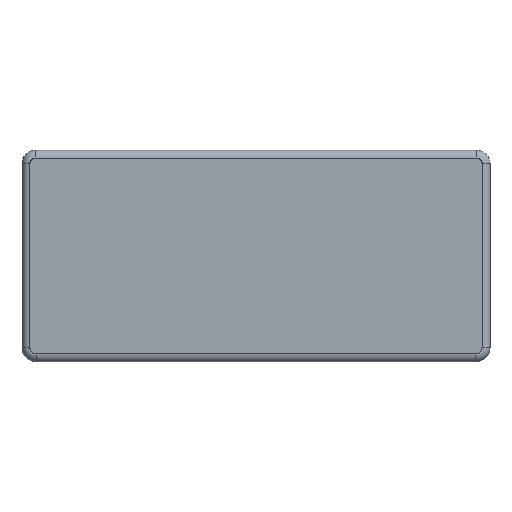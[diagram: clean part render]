
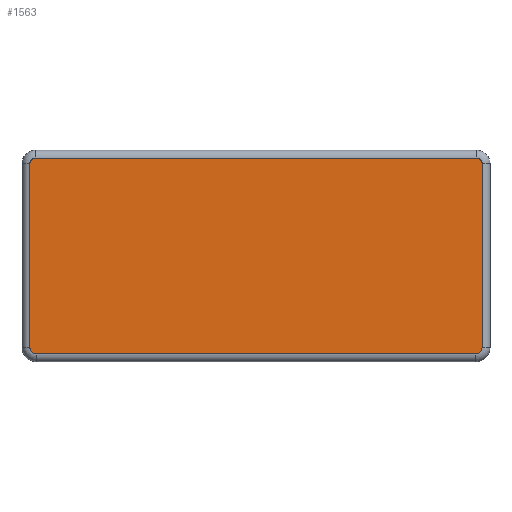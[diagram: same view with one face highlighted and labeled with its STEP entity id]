
A CAD part, front view. The second image highlights one B-rep face of the part: STEP entity #1563.
In plain terms, the highlighted face is planar.
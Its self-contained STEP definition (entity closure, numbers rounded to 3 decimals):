
#183 = LINE ( 'NONE', #3050, #1152 ) ;
#233 = EDGE_CURVE ( 'NONE', #2039, #1997, #1051, .T. ) ;
#254 = VERTEX_POINT ( 'NONE', #3581 ) ;
#258 = EDGE_CURVE ( 'NONE', #2061, #2210, #1781, .T. ) ;
#273 = EDGE_CURVE ( 'NONE', #2283, #254, #1067, .T. ) ;
#412 = CARTESIAN_POINT ( 'NONE',  ( 75.999, 20.8, 2.5 ) ) ;
#763 = EDGE_CURVE ( 'NONE', #1945, #1960, #2209, .T. ) ;
#843 = EDGE_CURVE ( 'NONE', #1960, #2039, #1391, .T. ) ;
#855 = EDGE_CURVE ( 'NONE', #254, #2061, #3714, .T. ) ;
#862 = EDGE_CURVE ( 'NONE', #1997, #2283, #2742, .T. ) ;
#884 = EDGE_CURVE ( 'NONE', #2210, #1945, #183, .T. ) ;
#935 = CARTESIAN_POINT ( 'NONE',  ( 76.26, 20.8, 2.5 ) ) ;
#1051 = B_SPLINE_CURVE_WITH_KNOTS ( 'NONE', 3,
 ( #3119, #3037, #2470, #3129, #3152, #3218, #3239, #3256, #3263, #3293 ),
 .UNSPECIFIED., .F., .F.,
 ( 4, 2, 2, 2, 4 ),
 ( 0., 0.25, 0.5, 0.75, 1. ),
 .UNSPECIFIED. ) ;
#1056 = FACE_OUTER_BOUND ( 'NONE', #3885, .T. ) ;
#1062 = CARTESIAN_POINT ( 'NONE',  ( 76.521, 20.908, 2.5 ) ) ;
#1067 = B_SPLINE_CURVE_WITH_KNOTS ( 'NONE', 3,
 ( #3855, #3827, #3888, #1062, #935, #412 ),
 .UNSPECIFIED., .F., .F.,
 ( 4, 2, 4 ),
 ( 0., 0.5, 1. ),
 .UNSPECIFIED. ) ;
#1152 = VECTOR ( 'NONE', #3086, 1000. ) ;
#1349 = DIRECTION ( 'NONE',  ( -1., 0., 0. ) ) ;
#1361 = DIRECTION ( 'NONE',  ( 0., 0., -1. ) ) ;
#1372 = CARTESIAN_POINT ( 'NONE',  ( 54.247, 0., 2.5 ) ) ;
#1391 = LINE ( 'NONE', #1526, #1430 ) ;
#1430 = VECTOR ( 'NONE', #2760, 1000. ) ;
#1505 = PLANE ( 'NONE',  #2421 ) ;
#1524 = VECTOR ( 'NONE', #2824, 1000. ) ;
#1526 = CARTESIAN_POINT ( 'NONE',  ( 0., 57.8, 2.5 ) ) ;
#1563 = ADVANCED_FACE ( 'NONE', ( #1056 ), #1505, .F. ) ;
#1731 = CARTESIAN_POINT ( 'NONE',  ( 76.999, 0., 2.5 ) ) ;
#1781 = B_SPLINE_CURVE_WITH_KNOTS ( 'NONE', 3,
 ( #3662, #3652, #3684, #3726, #3767, #3783 ),
 .UNSPECIFIED., .F., .F.,
 ( 4, 2, 4 ),
 ( 0., 0.5, 1. ),
 .UNSPECIFIED. ) ;
#1814 = CARTESIAN_POINT ( 'NONE',  ( -0.376, 20.8, 2.5 ) ) ;
#1829 = ORIENTED_EDGE ( 'NONE', *, *, #763, .F. ) ;
#1831 = ORIENTED_EDGE ( 'NONE', *, *, #843, .F. ) ;
#1848 = ORIENTED_EDGE ( 'NONE', *, *, #233, .F. ) ;
#1852 = ORIENTED_EDGE ( 'NONE', *, *, #862, .F. ) ;
#1870 = ORIENTED_EDGE ( 'NONE', *, *, #273, .F. ) ;
#1880 = ORIENTED_EDGE ( 'NONE', *, *, #855, .F. ) ;
#1891 = ORIENTED_EDGE ( 'NONE', *, *, #258, .F. ) ;
#1914 = ORIENTED_EDGE ( 'NONE', *, *, #884, .F. ) ;
#1945 = VERTEX_POINT ( 'NONE', #2219 ) ;
#1960 = VERTEX_POINT ( 'NONE', #2489 ) ;
#1997 = VERTEX_POINT ( 'NONE', #2896 ) ;
#2039 = VERTEX_POINT ( 'NONE', #3327 ) ;
#2061 = VERTEX_POINT ( 'NONE', #3512 ) ;
#2209 = B_SPLINE_CURVE_WITH_KNOTS ( 'NONE', 3,
 ( #3393, #3313, #3211, #3408, #3219, #3323, #3438, #3378, #3422, #3715 ),
 .UNSPECIFIED., .F., .F.,
 ( 4, 2, 2, 2, 4 ),
 ( 0., 0.25, 0.5, 0.75, 1. ),
 .UNSPECIFIED. ) ;
#2210 = VERTEX_POINT ( 'NONE', #3536 ) ;
#2219 = CARTESIAN_POINT ( 'NONE',  ( -8.501, 56.6, 2.5 ) ) ;
#2283 = VERTEX_POINT ( 'NONE', #3974 ) ;
#2421 = AXIS2_PLACEMENT_3D ( 'NONE', #1372, #1361, #1349 ) ;
#2470 = CARTESIAN_POINT ( 'NONE',  ( 76.113, 57.769, 2.5 ) ) ;
#2489 = CARTESIAN_POINT ( 'NONE',  ( -7.301, 57.8, 2.5 ) ) ;
#2742 = LINE ( 'NONE', #1731, #1524 ) ;
#2760 = DIRECTION ( 'NONE',  ( 1., 0., 0. ) ) ;
#2804 = DIRECTION ( 'NONE',  ( -1., 0., 0. ) ) ;
#2824 = DIRECTION ( 'NONE',  ( 0., -1., 0. ) ) ;
#2896 = CARTESIAN_POINT ( 'NONE',  ( 76.999, 56.6, 2.5 ) ) ;
#3037 = CARTESIAN_POINT ( 'NONE',  ( 75.956, 57.8, 2.5 ) ) ;
#3050 = CARTESIAN_POINT ( 'NONE',  ( -8.501, 0., 2.5 ) ) ;
#3086 = DIRECTION ( 'NONE',  ( 0., 1., 0. ) ) ;
#3119 = CARTESIAN_POINT ( 'NONE',  ( 75.799, 57.8, 2.5 ) ) ;
#3129 = CARTESIAN_POINT ( 'NONE',  ( 76.403, 57.649, 2.5 ) ) ;
#3152 = CARTESIAN_POINT ( 'NONE',  ( 76.536, 57.56, 2.5 ) ) ;
#3211 = CARTESIAN_POINT ( 'NONE',  ( -8.47, 56.914, 2.5 ) ) ;
#3218 = CARTESIAN_POINT ( 'NONE',  ( 76.758, 57.337, 2.5 ) ) ;
#3219 = CARTESIAN_POINT ( 'NONE',  ( -8.261, 57.337, 2.5 ) ) ;
#3239 = CARTESIAN_POINT ( 'NONE',  ( 76.847, 57.204, 2.5 ) ) ;
#3256 = CARTESIAN_POINT ( 'NONE',  ( 76.967, 56.914, 2.5 ) ) ;
#3263 = CARTESIAN_POINT ( 'NONE',  ( 76.999, 56.757, 2.5 ) ) ;
#3293 = CARTESIAN_POINT ( 'NONE',  ( 76.999, 56.6, 2.5 ) ) ;
#3313 = CARTESIAN_POINT ( 'NONE',  ( -8.501, 56.757, 2.5 ) ) ;
#3323 = CARTESIAN_POINT ( 'NONE',  ( -8.039, 57.56, 2.5 ) ) ;
#3327 = CARTESIAN_POINT ( 'NONE',  ( 75.799, 57.8, 2.5 ) ) ;
#3378 = CARTESIAN_POINT ( 'NONE',  ( -7.615, 57.769, 2.5 ) ) ;
#3393 = CARTESIAN_POINT ( 'NONE',  ( -8.501, 56.6, 2.5 ) ) ;
#3408 = CARTESIAN_POINT ( 'NONE',  ( -8.35, 57.204, 2.5 ) ) ;
#3422 = CARTESIAN_POINT ( 'NONE',  ( -7.458, 57.8, 2.5 ) ) ;
#3438 = CARTESIAN_POINT ( 'NONE',  ( -7.906, 57.649, 2.5 ) ) ;
#3512 = CARTESIAN_POINT ( 'NONE',  ( -7.501, 20.8, 2.5 ) ) ;
#3536 = CARTESIAN_POINT ( 'NONE',  ( -8.501, 21.8, 2.5 ) ) ;
#3581 = CARTESIAN_POINT ( 'NONE',  ( 75.999, 20.8, 2.5 ) ) ;
#3652 = CARTESIAN_POINT ( 'NONE',  ( -7.763, 20.8, 2.5 ) ) ;
#3662 = CARTESIAN_POINT ( 'NONE',  ( -7.501, 20.8, 2.5 ) ) ;
#3684 = CARTESIAN_POINT ( 'NONE',  ( -8.023, 20.908, 2.5 ) ) ;
#3714 = LINE ( 'NONE', #1814, #3839 ) ;
#3715 = CARTESIAN_POINT ( 'NONE',  ( -7.301, 57.8, 2.5 ) ) ;
#3726 = CARTESIAN_POINT ( 'NONE',  ( -8.394, 21.278, 2.5 ) ) ;
#3767 = CARTESIAN_POINT ( 'NONE',  ( -8.501, 21.538, 2.5 ) ) ;
#3783 = CARTESIAN_POINT ( 'NONE',  ( -8.501, 21.8, 2.5 ) ) ;
#3827 = CARTESIAN_POINT ( 'NONE',  ( 76.999, 21.538, 2.5 ) ) ;
#3839 = VECTOR ( 'NONE', #2804, 1000. ) ;
#3855 = CARTESIAN_POINT ( 'NONE',  ( 76.999, 21.8, 2.5 ) ) ;
#3885 = EDGE_LOOP ( 'NONE', ( #1914, #1891, #1880, #1870, #1852, #1848, #1831, #1829 ) ) ;
#3888 = CARTESIAN_POINT ( 'NONE',  ( 76.891, 21.278, 2.5 ) ) ;
#3974 = CARTESIAN_POINT ( 'NONE',  ( 76.999, 21.8, 2.5 ) ) ;
